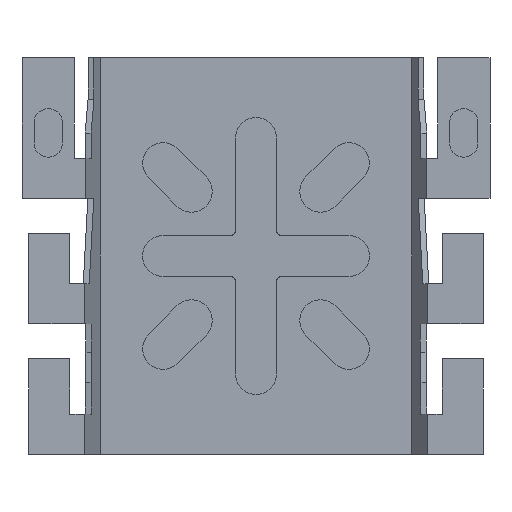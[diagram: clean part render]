
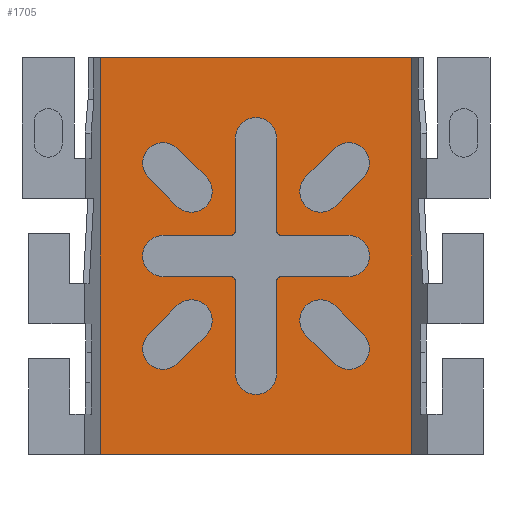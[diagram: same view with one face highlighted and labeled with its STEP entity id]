
A CAD part, front view. The second image highlights one B-rep face of the part: STEP entity #1705.
In plain terms, the highlighted planar face has unit normal (0, -1, 0).
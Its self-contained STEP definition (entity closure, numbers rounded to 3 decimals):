
#97=FACE_OUTER_BOUND('',#173,.T.);
#173=EDGE_LOOP('',(#1507,#1508,#1509,#1510));
#249=LINE('',#2417,#469);
#310=LINE('',#2535,#530);
#316=LINE('',#2546,#536);
#340=LINE('',#2592,#560);
#469=VECTOR('',#1944,1.);
#530=VECTOR('',#2023,1.);
#536=VECTOR('',#2031,1.);
#560=VECTOR('',#2059,1.);
#709=VERTEX_POINT('',#2414);
#710=VERTEX_POINT('',#2416);
#758=VERTEX_POINT('',#2534);
#762=VERTEX_POINT('',#2545);
#909=EDGE_CURVE('',#709,#710,#249,.T.);
#970=EDGE_CURVE('',#710,#758,#310,.T.);
#976=EDGE_CURVE('',#758,#762,#316,.T.);
#1000=EDGE_CURVE('',#709,#762,#340,.T.);
#1507=ORIENTED_EDGE('',*,*,#1000,.T.);
#1508=ORIENTED_EDGE('',*,*,#976,.F.);
#1509=ORIENTED_EDGE('',*,*,#970,.F.);
#1510=ORIENTED_EDGE('',*,*,#909,.F.);
#1629=PLANE('',#1830);
#1705=ADVANCED_FACE('',(#97),#1629,.F.);
#1830=AXIS2_PLACEMENT_3D('',#2761,#2234,#2235);
#1944=DIRECTION('',(-1.,0.,0.));
#2023=DIRECTION('',(0.,0.,1.));
#2031=DIRECTION('',(1.,0.,0.));
#2059=DIRECTION('',(0.,0.,1.));
#2234=DIRECTION('center_axis',(0.,1.,0.));
#2235=DIRECTION('ref_axis',(-1.,0.,0.));
#2414=CARTESIAN_POINT('',(76.901,18.41,0.));
#2416=CARTESIAN_POINT('',(14.914,18.41,0.));
#2417=CARTESIAN_POINT('',(60.901,18.41,0.));
#2534=CARTESIAN_POINT('',(14.914,18.41,79.));
#2535=CARTESIAN_POINT('',(14.914,18.41,79.));
#2545=CARTESIAN_POINT('',(76.901,18.41,79.));
#2546=CARTESIAN_POINT('',(76.901,18.41,79.));
#2592=CARTESIAN_POINT('',(76.901,18.41,79.));
#2761=CARTESIAN_POINT('Origin',(77.907,18.41,79.));
